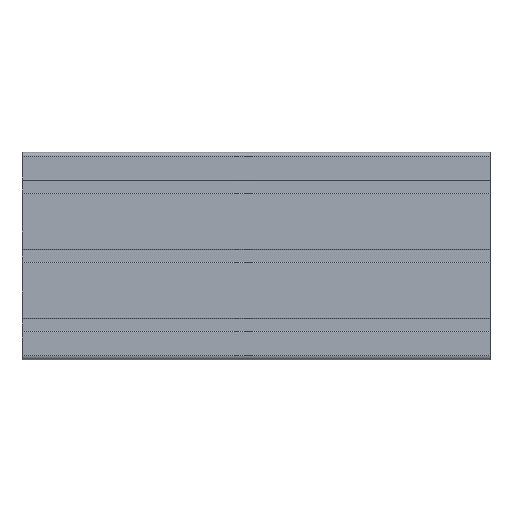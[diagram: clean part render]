
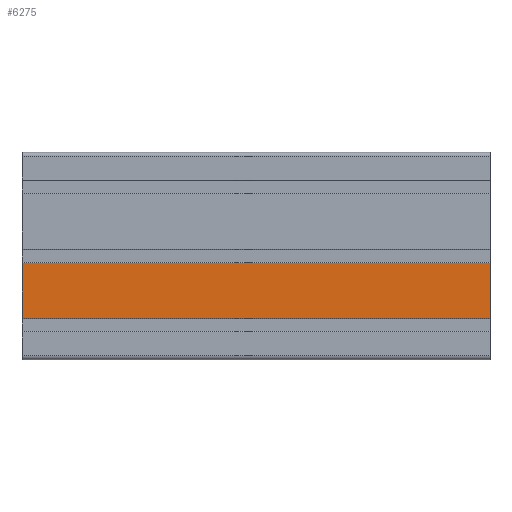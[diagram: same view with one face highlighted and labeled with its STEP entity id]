
A CAD part, top view. The second image highlights one B-rep face of the part: STEP entity #6275.
In plain terms, the highlighted planar face has unit normal (0, 0, 1).
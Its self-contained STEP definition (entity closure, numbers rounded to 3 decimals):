
#174=PLANE('',#6873);
#477=FACE_OUTER_BOUND('',#791,.T.);
#791=EDGE_LOOP('',(#5094,#5095,#5096,#5097));
#1403=LINE('',#10487,#2035);
#1404=LINE('',#10490,#2036);
#1405=LINE('',#10492,#2037);
#1406=LINE('',#10493,#2038);
#2035=VECTOR('',#8617,1.);
#2036=VECTOR('',#8620,1.);
#2037=VECTOR('',#8621,1.);
#2038=VECTOR('',#8622,1.);
#2972=VERTEX_POINT('',#10483);
#2973=VERTEX_POINT('',#10485);
#2974=VERTEX_POINT('',#10489);
#2975=VERTEX_POINT('',#10491);
#3877=EDGE_CURVE('',#2972,#2973,#1403,.T.);
#3878=EDGE_CURVE('',#2974,#2972,#1404,.T.);
#3879=EDGE_CURVE('',#2975,#2973,#1405,.T.);
#3880=EDGE_CURVE('',#2974,#2975,#1406,.T.);
#5094=ORIENTED_EDGE('',*,*,#3878,.T.);
#5095=ORIENTED_EDGE('',*,*,#3877,.T.);
#5096=ORIENTED_EDGE('',*,*,#3879,.F.);
#5097=ORIENTED_EDGE('',*,*,#3880,.F.);
#6275=ADVANCED_FACE('',(#477),#174,.T.);
#6873=AXIS2_PLACEMENT_3D('',#10488,#8618,#8619);
#8617=DIRECTION('',(1.,0.,0.));
#8618=DIRECTION('center_axis',(0.,0.,1.));
#8619=DIRECTION('ref_axis',(0.,-1.,0.));
#8620=DIRECTION('',(0.,-1.,0.));
#8621=DIRECTION('',(0.,-1.,0.));
#8622=DIRECTION('',(1.,0.,0.));
#10483=CARTESIAN_POINT('',(0.,26.9,45.));
#10485=CARTESIAN_POINT('',(304.8,26.9,45.));
#10487=CARTESIAN_POINT('',(0.,26.9,45.));
#10488=CARTESIAN_POINT('Origin',(0.,63.1,45.));
#10489=CARTESIAN_POINT('',(0.,63.1,45.));
#10490=CARTESIAN_POINT('',(0.,63.1,45.));
#10491=CARTESIAN_POINT('',(304.8,63.1,45.));
#10492=CARTESIAN_POINT('',(304.8,63.1,45.));
#10493=CARTESIAN_POINT('',(0.,63.1,45.));
